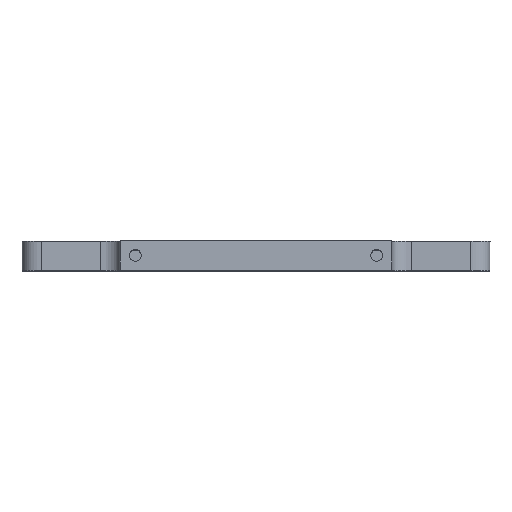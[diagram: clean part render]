
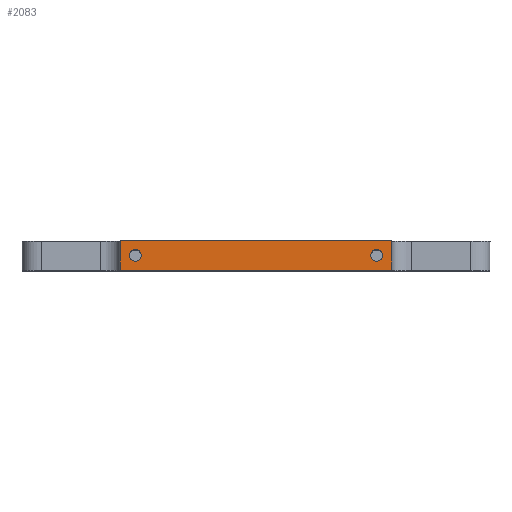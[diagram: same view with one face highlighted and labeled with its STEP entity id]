
A CAD part, top view. The second image highlights one B-rep face of the part: STEP entity #2083.
In plain terms, the highlighted free-form (B-spline) face has degree [1, 1] with [2, 2] control points.
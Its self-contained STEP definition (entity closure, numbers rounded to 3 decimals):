
#67=B_SPLINE_SURFACE_WITH_KNOTS('',1,1,((#3697,#3698),(#3699,#3700)),
 .PLANE_SURF.,.F.,.F.,.F.,(2,2),(2,2),(0.,1.),(0.,1.),.UNSPECIFIED.);
#143=LINE('',#3356,#283);
#145=LINE('',#3363,#285);
#171=LINE('',#3713,#311);
#172=LINE('',#3714,#312);
#283=VECTOR('',#2499,1000.);
#285=VECTOR('',#2501,1000.);
#311=VECTOR('',#2543,1000.);
#312=VECTOR('',#2544,1000.);
#593=ORIENTED_EDGE('',*,*,#1180,.F.);
#594=ORIENTED_EDGE('',*,*,#1181,.F.);
#595=ORIENTED_EDGE('',*,*,#1182,.F.);
#596=ORIENTED_EDGE('',*,*,#1183,.F.);
#597=ORIENTED_EDGE('',*,*,#1184,.F.);
#598=ORIENTED_EDGE('',*,*,#1185,.F.);
#599=ORIENTED_EDGE('',*,*,#1136,.T.);
#600=ORIENTED_EDGE('',*,*,#1186,.T.);
#601=ORIENTED_EDGE('',*,*,#1134,.F.);
#602=ORIENTED_EDGE('',*,*,#1187,.T.);
#1134=EDGE_CURVE('',#1417,#1418,#143,.T.);
#1136=EDGE_CURVE('',#1419,#1420,#145,.T.);
#1180=EDGE_CURVE('',#1461,#1462,#1576,.T.);
#1181=EDGE_CURVE('',#1463,#1461,#1577,.T.);
#1182=EDGE_CURVE('',#1462,#1463,#1578,.T.);
#1183=EDGE_CURVE('',#1464,#1465,#1579,.T.);
#1184=EDGE_CURVE('',#1466,#1464,#1580,.T.);
#1185=EDGE_CURVE('',#1465,#1466,#1581,.T.);
#1186=EDGE_CURVE('',#1420,#1418,#171,.T.);
#1187=EDGE_CURVE('',#1417,#1419,#172,.T.);
#1417=VERTEX_POINT('',#3355);
#1418=VERTEX_POINT('',#3357);
#1419=VERTEX_POINT('',#3364);
#1420=VERTEX_POINT('',#3365);
#1461=VERTEX_POINT('',#3702);
#1462=VERTEX_POINT('',#3703);
#1463=VERTEX_POINT('',#3705);
#1464=VERTEX_POINT('',#3708);
#1465=VERTEX_POINT('',#3709);
#1466=VERTEX_POINT('',#3711);
#1576=CIRCLE('',#2234,1.5);
#1577=CIRCLE('',#2235,1.5);
#1578=CIRCLE('',#2236,1.5);
#1579=CIRCLE('',#2237,1.5);
#1580=CIRCLE('',#2238,1.5);
#1581=CIRCLE('',#2239,1.5);
#1695=EDGE_LOOP('',(#593,#594,#595));
#1696=EDGE_LOOP('',(#596,#597,#598));
#1697=EDGE_LOOP('',(#599,#600,#601,#602));
#1861=FACE_BOUND('',#1695,.T.);
#1862=FACE_BOUND('',#1696,.T.);
#1863=FACE_BOUND('',#1697,.T.);
#2083=ADVANCED_FACE('',(#1861,#1862,#1863),#67,.T.);
#2234=AXIS2_PLACEMENT_3D('',#3701,#2531,#2532);
#2235=AXIS2_PLACEMENT_3D('',#3704,#2533,#2534);
#2236=AXIS2_PLACEMENT_3D('',#3706,#2535,#2536);
#2237=AXIS2_PLACEMENT_3D('',#3707,#2537,#2538);
#2238=AXIS2_PLACEMENT_3D('',#3710,#2539,#2540);
#2239=AXIS2_PLACEMENT_3D('',#3712,#2541,#2542);
#2499=DIRECTION('',(0.,1.,0.));
#2501=DIRECTION('',(0.,1.,0.));
#2531=DIRECTION('',(0.,0.,1.));
#2532=DIRECTION('',(1.,0.,0.));
#2533=DIRECTION('',(0.,0.,1.));
#2534=DIRECTION('',(1.,0.,0.));
#2535=DIRECTION('',(0.,0.,1.));
#2536=DIRECTION('',(1.,0.,0.));
#2537=DIRECTION('',(0.,0.,1.));
#2538=DIRECTION('',(1.,0.,0.));
#2539=DIRECTION('',(0.,0.,1.));
#2540=DIRECTION('',(1.,0.,0.));
#2541=DIRECTION('',(0.,0.,1.));
#2542=DIRECTION('',(1.,0.,0.));
#2543=DIRECTION('',(-1.,0.,0.));
#2544=DIRECTION('',(1.,0.,0.));
#3355=CARTESIAN_POINT('',(-34.435,0.,102.361));
#3356=CARTESIAN_POINT('',(-34.435,5.625,102.361));
#3357=CARTESIAN_POINT('',(-34.435,7.5,102.361));
#3363=CARTESIAN_POINT('',(34.365,5.625,102.361));
#3364=CARTESIAN_POINT('',(34.365,0.,102.361));
#3365=CARTESIAN_POINT('',(34.365,7.5,102.361));
#3697=CARTESIAN_POINT('',(-37.875,-0.375,102.361));
#3698=CARTESIAN_POINT('',(-37.875,7.875,102.361));
#3699=CARTESIAN_POINT('',(37.805,-0.375,102.361));
#3700=CARTESIAN_POINT('',(37.805,7.875,102.361));
#3701=CARTESIAN_POINT('',(-30.685,3.75,102.361));
#3702=CARTESIAN_POINT('',(-30.685,5.25,102.361));
#3703=CARTESIAN_POINT('',(-30.685,2.25,102.361));
#3704=CARTESIAN_POINT('',(-30.685,3.75,102.361));
#3705=CARTESIAN_POINT('',(-29.185,3.75,102.361));
#3706=CARTESIAN_POINT('',(-30.685,3.75,102.361));
#3707=CARTESIAN_POINT('',(30.615,3.75,102.361));
#3708=CARTESIAN_POINT('',(30.615,5.25,102.361));
#3709=CARTESIAN_POINT('',(30.615,2.25,102.361));
#3710=CARTESIAN_POINT('',(30.615,3.75,102.361));
#3711=CARTESIAN_POINT('',(32.115,3.75,102.361));
#3712=CARTESIAN_POINT('',(30.615,3.75,102.361));
#3713=CARTESIAN_POINT('',(-0.035,7.5,102.361));
#3714=CARTESIAN_POINT('',(-0.035,0.,102.361));
